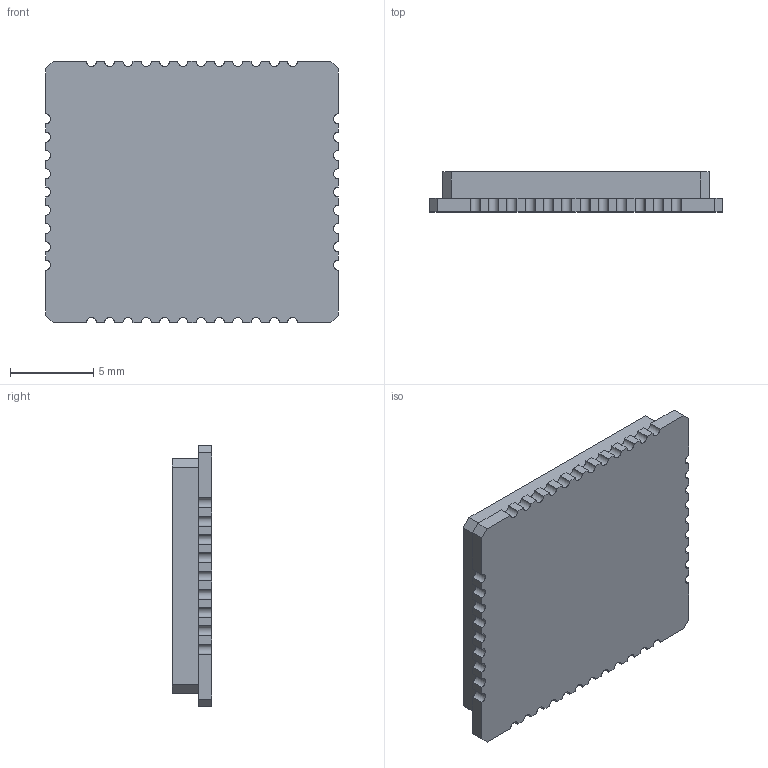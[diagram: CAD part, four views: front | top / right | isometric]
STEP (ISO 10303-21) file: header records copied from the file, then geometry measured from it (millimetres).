
FILE_DESCRIPTION(/* description */ (''),/* implementation_level */ '2;1');
FILE_NAME(/* name */ 'SIM7080G.step',/* time_stamp */ '2023-02-18T17:44:04+01:00',/* author */ (''),/* organization */ (''),/* preprocessor_version */ 'ST-DEVELOPER v19.2',/* originating_system */ 'Autodesk Translation Framework v11.17.0.187',/* authorisation */ '');
FILE_SCHEMA (('AUTOMOTIVE_DESIGN { 1 0 10303 214 3 1 1 }'));
Length unit declared in the file: millimetre
Products named in the file (3): SIM7080G; PCB; Shield
Assembly tree (2 placements, depth 2):
  SIM7080G
    PCB
    Shield
Bounding box: 17.6 x 2.4 x 15.7 mm (x, y, z)
Volume: 576.1 mm3; surface area: 1148.5 mm2
Topology: 2 solids, 2 shells, 104 faces, 300 edges, 200 vertices
Faces by surface type: plane 62, cylinder 42
Entity records: 3578 total; most frequent: CARTESIAN_POINT 610, DIRECTION 604, ORIENTED_EDGE 600, EDGE_CURVE 300, LINE 216, VECTOR 216, VERTEX_POINT 200, AXIS2_PLACEMENT_3D 194
